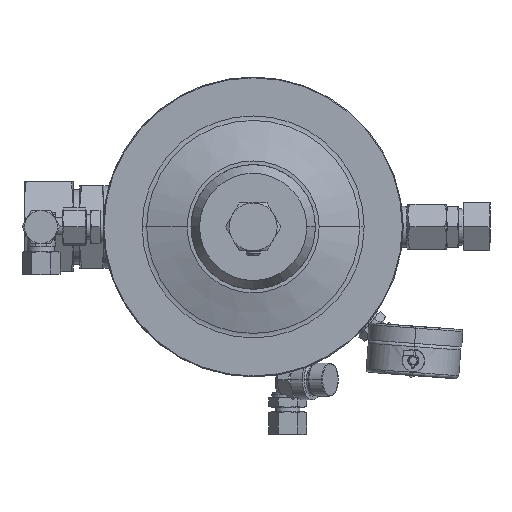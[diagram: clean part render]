
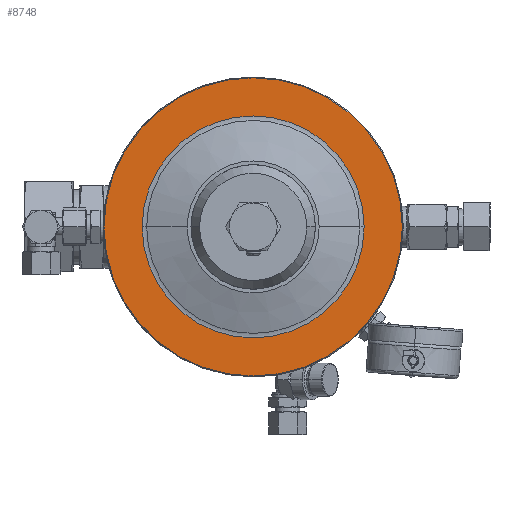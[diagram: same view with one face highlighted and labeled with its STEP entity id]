
A CAD part, left-side view. The second image highlights one B-rep face of the part: STEP entity #8748.
In plain terms, the highlighted planar face has unit normal (-1, 0, 0).
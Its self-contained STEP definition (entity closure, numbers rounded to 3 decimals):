
#542 = CIRCLE ( 'NONE', #12599, 74.041 ) ;
#722 = CARTESIAN_POINT ( 'NONE',  ( -53.45, 0., 0. ) ) ;
#1557 = CARTESIAN_POINT ( 'NONE',  ( -53.45, 100., 0. ) ) ;
#2662 = DIRECTION ( 'NONE',  ( 0., -1., 0. ) ) ;
#2708 = VERTEX_POINT ( 'NONE', #10004 ) ;
#2892 = CIRCLE ( 'NONE', #16278, 99.5 ) ;
#3564 = DIRECTION ( 'NONE',  ( -1., 0., 0. ) ) ;
#4513 = VERTEX_POINT ( 'NONE', #11875 ) ;
#4679 = CIRCLE ( 'NONE', #6585, 74.041 ) ;
#4971 = VERTEX_POINT ( 'NONE', #23944 ) ;
#6585 = AXIS2_PLACEMENT_3D ( 'NONE', #17286, #19337, #7364 ) ;
#7364 = DIRECTION ( 'NONE',  ( 0., -1., 0. ) ) ;
#7476 = CARTESIAN_POINT ( 'NONE',  ( -53.45, 0., 0. ) ) ;
#7484 = CARTESIAN_POINT ( 'NONE',  ( -53.45, -74.041, 0. ) ) ;
#8027 = EDGE_CURVE ( 'NONE', #4971, #4513, #20916, .T. ) ;
#8605 = ORIENTED_EDGE ( 'NONE', *, *, #16859, .T. ) ;
#8748 = ADVANCED_FACE ( 'NONE', ( #22522, #14858 ), #21201, .T. ) ;
#9229 = EDGE_CURVE ( 'NONE', #22401, #2708, #4679, .T. ) ;
#9499 = DIRECTION ( 'NONE',  ( -1., 0., 0. ) ) ;
#10004 = CARTESIAN_POINT ( 'NONE',  ( -53.45, 74.041, 0. ) ) ;
#10639 = DIRECTION ( 'NONE',  ( 1., 0., 0. ) ) ;
#11428 = ORIENTED_EDGE ( 'NONE', *, *, #8027, .T. ) ;
#11875 = CARTESIAN_POINT ( 'NONE',  ( -53.45, -99.5, 0. ) ) ;
#12368 = DIRECTION ( 'NONE',  ( 0., -1., 0. ) ) ;
#12599 = AXIS2_PLACEMENT_3D ( 'NONE', #18346, #10639, #12368 ) ;
#13357 = DIRECTION ( 'NONE',  ( 0., -1., 0. ) ) ;
#14292 = AXIS2_PLACEMENT_3D ( 'NONE', #1557, #9499, #15294 ) ;
#14346 = DIRECTION ( 'NONE',  ( -1., 0., 0. ) ) ;
#14858 = FACE_OUTER_BOUND ( 'NONE', #22028, .T. ) ;
#15294 = DIRECTION ( 'NONE',  ( 0., -1., 0. ) ) ;
#16278 = AXIS2_PLACEMENT_3D ( 'NONE', #722, #14346, #2662 ) ;
#16859 = EDGE_CURVE ( 'NONE', #2708, #22401, #542, .T. ) ;
#17286 = CARTESIAN_POINT ( 'NONE',  ( -53.45, 0., 0. ) ) ;
#18346 = CARTESIAN_POINT ( 'NONE',  ( -53.45, 0., 0. ) ) ;
#18740 = ORIENTED_EDGE ( 'NONE', *, *, #21631, .T. ) ;
#19337 = DIRECTION ( 'NONE',  ( 1., 0., 0. ) ) ;
#19505 = AXIS2_PLACEMENT_3D ( 'NONE', #7476, #3564, #13357 ) ;
#20572 = EDGE_LOOP ( 'NONE', ( #24232, #8605 ) ) ;
#20916 = CIRCLE ( 'NONE', #19505, 99.5 ) ;
#21201 = PLANE ( 'NONE',  #14292 ) ;
#21631 = EDGE_CURVE ( 'NONE', #4513, #4971, #2892, .T. ) ;
#22028 = EDGE_LOOP ( 'NONE', ( #11428, #18740 ) ) ;
#22401 = VERTEX_POINT ( 'NONE', #7484 ) ;
#22522 = FACE_BOUND ( 'NONE', #20572, .T. ) ;
#23944 = CARTESIAN_POINT ( 'NONE',  ( -53.45, 99.5, 0. ) ) ;
#24232 = ORIENTED_EDGE ( 'NONE', *, *, #9229, .T. ) ;
